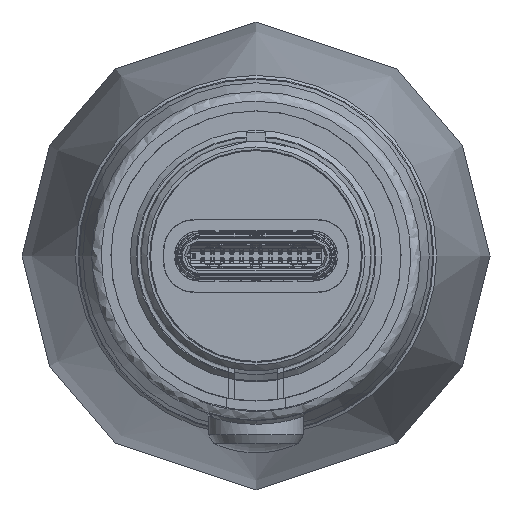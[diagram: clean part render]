
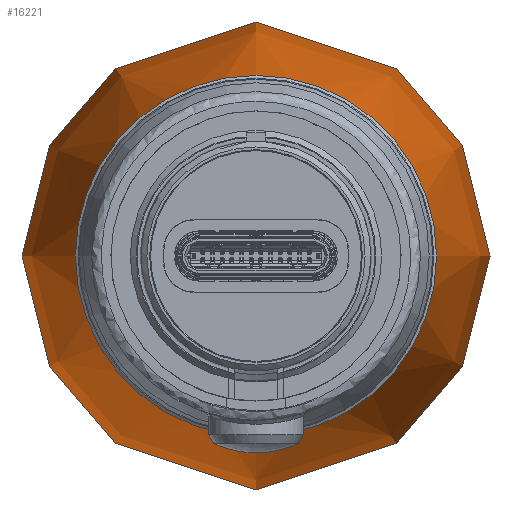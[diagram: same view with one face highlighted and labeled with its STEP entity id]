
A CAD part, front view. The second image highlights one B-rep face of the part: STEP entity #16221.
In plain terms, the highlighted free-form (B-spline) face has degree [3, 3] with [4, 7] control points.
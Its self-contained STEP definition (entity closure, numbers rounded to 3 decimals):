
#11793=(
BOUNDED_SURFACE()
B_SPLINE_SURFACE(3,3,((#75727,#75728,#75729,#75730,#75731,#75732,#75733),
(#75734,#75735,#75736,#75737,#75738,#75739,#75740),(#75741,#75742,#75743,
#75744,#75745,#75746,#75747),(#75748,#75749,#75750,#75751,#75752,#75753,
#75754)),.UNSPECIFIED.,.F.,.T.,.F.)
B_SPLINE_SURFACE_WITH_KNOTS((4,4),(1,3,3,3,1),(0.,1.),(-0.5,0.,0.5,1.,1.5),
 .UNSPECIFIED.)
GEOMETRIC_REPRESENTATION_ITEM()
RATIONAL_B_SPLINE_SURFACE(((1.,0.333,0.333,1.,0.333,
0.333,1.),(0.983,0.328,0.328,
0.983,0.328,0.328,0.983),
(0.983,0.328,0.328,0.983,
0.328,0.328,0.983),(1.,0.333,
0.333,1.,0.333,0.333,1.)))
REPRESENTATION_ITEM('')
SURFACE()
);
#13376=FACE_BOUND('',#20347,.T.);
#13377=FACE_BOUND('',#20348,.T.);
#16221=ADVANCED_FACE('',(#13376,#13377),#11793,.T.);
#20347=EDGE_LOOP('',(#35018));
#20348=EDGE_LOOP('',(#35019));
#35018=ORIENTED_EDGE('',*,*,#42987,.T.);
#35019=ORIENTED_EDGE('',*,*,#42988,.T.);
#38343=VERTEX_POINT('',#75724);
#38344=VERTEX_POINT('',#75726);
#42987=EDGE_CURVE('',#38343,#38343,#43877,.T.);
#42988=EDGE_CURVE('',#38344,#38344,#43878,.T.);
#43877=CIRCLE('',#46289,9.341);
#43878=CIRCLE('',#46290,10.781);
#46289=AXIS2_PLACEMENT_3D('',#75723,#53872,#53873);
#46290=AXIS2_PLACEMENT_3D('',#75725,#53874,#53875);
#53872=DIRECTION('',(0.,0.,1.));
#53873=DIRECTION('',(1.,0.,0.));
#53874=DIRECTION('',(0.,0.,-1.));
#53875=DIRECTION('',(-1.,0.,0.));
#75723=CARTESIAN_POINT('',(0.,0.,0.147));
#75724=CARTESIAN_POINT('',(9.341,0.,0.147));
#75725=CARTESIAN_POINT('',(0.,0.,35.525));
#75726=CARTESIAN_POINT('',(-10.781,0.,35.525));
#75727=CARTESIAN_POINT('',(-9.341,0.,0.147));
#75728=CARTESIAN_POINT('',(-9.341,18.681,0.147));
#75729=CARTESIAN_POINT('',(9.341,18.681,0.147));
#75730=CARTESIAN_POINT('',(9.341,0.,0.147));
#75731=CARTESIAN_POINT('',(9.341,-18.681,0.147));
#75732=CARTESIAN_POINT('',(-9.341,-18.681,0.147));
#75733=CARTESIAN_POINT('',(-9.341,0.,0.147));
#75734=CARTESIAN_POINT('',(-12.529,0.,11.726));
#75735=CARTESIAN_POINT('',(-12.529,25.058,11.726));
#75736=CARTESIAN_POINT('',(12.529,25.058,11.726));
#75737=CARTESIAN_POINT('',(12.529,0.,11.726));
#75738=CARTESIAN_POINT('',(12.529,-25.058,11.726));
#75739=CARTESIAN_POINT('',(-12.529,-25.058,11.726));
#75740=CARTESIAN_POINT('',(-12.529,0.,11.726));
#75741=CARTESIAN_POINT('',(-13.018,0.,23.725));
#75742=CARTESIAN_POINT('',(-13.018,26.035,23.725));
#75743=CARTESIAN_POINT('',(13.018,26.035,23.725));
#75744=CARTESIAN_POINT('',(13.018,0.,23.725));
#75745=CARTESIAN_POINT('',(13.018,-26.035,23.725));
#75746=CARTESIAN_POINT('',(-13.018,-26.035,23.725));
#75747=CARTESIAN_POINT('',(-13.018,0.,23.725));
#75748=CARTESIAN_POINT('',(-10.781,0.,35.525));
#75749=CARTESIAN_POINT('',(-10.781,21.562,35.525));
#75750=CARTESIAN_POINT('',(10.781,21.562,35.525));
#75751=CARTESIAN_POINT('',(10.781,0.,35.525));
#75752=CARTESIAN_POINT('',(10.781,-21.562,35.525));
#75753=CARTESIAN_POINT('',(-10.781,-21.562,35.525));
#75754=CARTESIAN_POINT('',(-10.781,0.,35.525));
